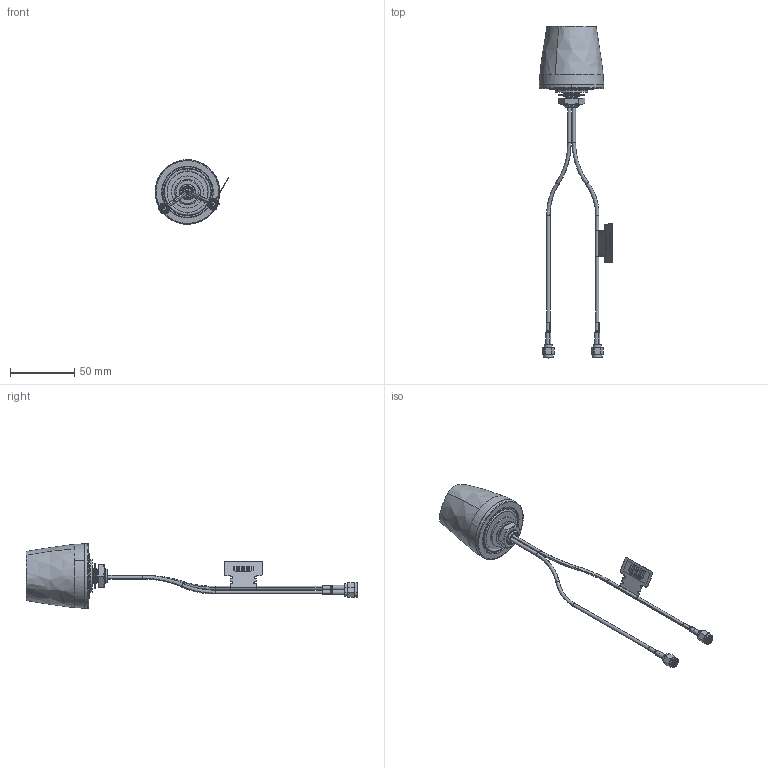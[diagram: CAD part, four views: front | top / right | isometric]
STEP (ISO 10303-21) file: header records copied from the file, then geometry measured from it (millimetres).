
FILE_DESCRIPTION (( 'STEP AP214' ), '1' );
FILE_NAME ('MA147.A.BC.006_Web.STEP', '2023-05-09T03:03:20', ( '' ), ( '' ), 'SwSTEP 2.0', 'SolidWorks 2018', '' );
FILE_SCHEMA (( 'AUTOMOTIVE_DESIGN' ));
Length unit declared in the file: millimetre
Products named in the file (19): 000119C000000A_default; 000417C000000A_1; 001015G010000A_1; 001015G000000A_1; RG174(1-3)_1; 000718I050000A; 000119C050000A; 001019C020000A; 000417C030000A; 001316C020000A (for Assy)_Yellow_RG174_1; MA147.A.BC.006_Web; 000417C010000A_1; 000719C000000A; 000617C020000A; 000417C020000A_1; 001316C010000A (for Assy)_Yellow_RG174; RP-SMA(M)ST.Au_RP; 000717C000000A_1; SMA(M)ST.Au_1
Assembly tree (19 placements, depth 2):
  MA147.A.BC.006_Web
    000119C050000A
    001019C020000A
    000417C030000A
    000617C020000A
    000718I050000A
    000719C000000A
    RG174(1-3)_1  x2
    000119C000000A_default
    000717C000000A_1
    000417C020000A_1
    000417C000000A_1
    000417C010000A_1
    SMA(M)ST.Au_1
    RP-SMA(M)ST.Au_RP
    001316C020000A (for Assy)_Yellow_RG174_1
    001015G000000A_1
    001015G010000A_1
    001316C010000A (for Assy)_Yellow_RG174
Bounding box: 57.16 x 257.7 x 50 mm (x, y, z)
Volume: 39699.6 mm3; surface area: 41425.2 mm2
Topology: 31 solids, 31 shells, 1018 faces, 2554 edges, 1651 vertices
Faces by surface type: plane 507, cylinder 209, bspline 195, cone 107
Entity records: 93578 total; most frequent: CARTESIAN_POINT 59416, ORIENTED_EDGE 5072, DIRECTION 4319, EDGE_CURVE 2536, VERTEX_POINT 1641, VECTOR 1451, LINE 1451, AXIS2_PLACEMENT_3D 1434
